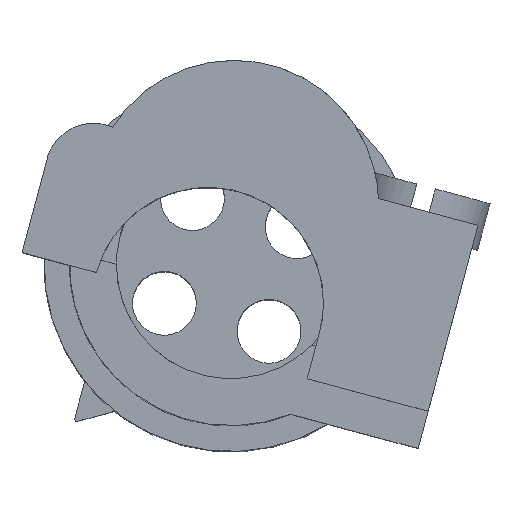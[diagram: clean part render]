
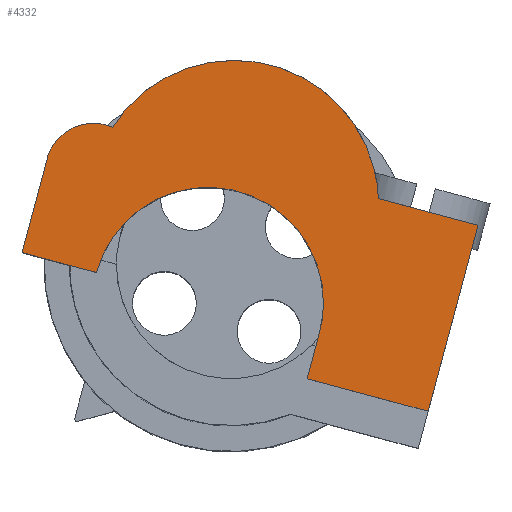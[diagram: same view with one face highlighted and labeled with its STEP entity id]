
A CAD part, top view. The second image highlights one B-rep face of the part: STEP entity #4332.
In plain terms, the highlighted planar face has unit normal (0, 0, 1).
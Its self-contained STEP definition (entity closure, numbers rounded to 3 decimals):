
#4192=AXIS2_PLACEMENT_3D('Plane Axis2P3D',#4189,#4190,#4191) ;
#4189=CARTESIAN_POINT('Axis2P3D Location',(11.14,10.593,45.95)) ;
#4194=CARTESIAN_POINT('Line Origine',(17.904,5.509,45.95)) ;
#4198=CARTESIAN_POINT('Vertex',(18.94,9.372,45.95)) ;
#4200=CARTESIAN_POINT('Vertex',(16.869,1.645,45.95)) ;
#4203=CARTESIAN_POINT('Line Origine',(16.874,9.926,45.95)) ;
#4207=CARTESIAN_POINT('Vertex',(14.808,10.479,45.95)) ;
#4211=CARTESIAN_POINT('Control Point',(3.753,13.442,45.95)) ;
#4212=CARTESIAN_POINT('Control Point',(4.075,13.948,45.95)) ;
#4213=CARTESIAN_POINT('Control Point',(4.461,14.413,45.95)) ;
#4214=CARTESIAN_POINT('Control Point',(4.903,14.828,45.95)) ;
#4215=CARTESIAN_POINT('Control Point',(5.882,15.539,45.95)) ;
#4216=CARTESIAN_POINT('Control Point',(7.005,15.986,45.95)) ;
#4217=CARTESIAN_POINT('Control Point',(7.592,16.138,45.95)) ;
#4218=CARTESIAN_POINT('Control Point',(8.792,16.293,45.95)) ;
#4219=CARTESIAN_POINT('Control Point',(9.992,16.147,45.95)) ;
#4220=CARTESIAN_POINT('Control Point',(10.58,15.999,45.95)) ;
#4221=CARTESIAN_POINT('Control Point',(11.707,15.559,45.95)) ;
#4222=CARTESIAN_POINT('Control Point',(12.691,14.856,45.95)) ;
#4223=CARTESIAN_POINT('Control Point',(13.136,14.444,45.95)) ;
#4224=CARTESIAN_POINT('Control Point',(13.914,13.518,45.95)) ;
#4225=CARTESIAN_POINT('Control Point',(14.44,12.429,45.95)) ;
#4226=CARTESIAN_POINT('Control Point',(14.633,11.855,45.95)) ;
#4227=CARTESIAN_POINT('Control Point',(14.76,11.225,45.95)) ;
#4228=CARTESIAN_POINT('Control Point',(14.802,10.59,45.95)) ;
#4229=CARTESIAN_POINT('Control Point',(14.804,10.553,45.95)) ;
#4230=CARTESIAN_POINT('Control Point',(14.806,10.516,45.95)) ;
#4231=CARTESIAN_POINT('Control Point',(14.808,10.479,45.95)) ;
#4232=CARTESIAN_POINT('Vertex',(3.753,13.442,45.95)) ;
#4236=CARTESIAN_POINT('Control Point',(1.086,12.288,45.95)) ;
#4237=CARTESIAN_POINT('Control Point',(1.157,12.484,45.95)) ;
#4238=CARTESIAN_POINT('Control Point',(1.254,12.67,45.95)) ;
#4239=CARTESIAN_POINT('Control Point',(1.374,12.842,45.95)) ;
#4240=CARTESIAN_POINT('Control Point',(1.657,13.152,45.95)) ;
#4241=CARTESIAN_POINT('Control Point',(2.009,13.379,45.95)) ;
#4242=CARTESIAN_POINT('Control Point',(2.199,13.468,45.95)) ;
#4243=CARTESIAN_POINT('Control Point',(2.598,13.597,45.95)) ;
#4244=CARTESIAN_POINT('Control Point',(3.017,13.619,45.95)) ;
#4245=CARTESIAN_POINT('Control Point',(3.226,13.603,45.95)) ;
#4246=CARTESIAN_POINT('Control Point',(3.458,13.554,45.95)) ;
#4247=CARTESIAN_POINT('Control Point',(3.678,13.472,45.95)) ;
#4248=CARTESIAN_POINT('Control Point',(3.703,13.462,45.95)) ;
#4249=CARTESIAN_POINT('Control Point',(3.728,13.452,45.95)) ;
#4250=CARTESIAN_POINT('Control Point',(3.753,13.442,45.95)) ;
#4251=CARTESIAN_POINT('Vertex',(1.086,12.288,45.95)) ;
#4254=CARTESIAN_POINT('Line Origine',(0.543,10.262,45.95)) ;
#4258=CARTESIAN_POINT('Vertex',(0.,8.235,45.95)) ;
#4261=CARTESIAN_POINT('Line Origine',(0.241,8.171,45.95)) ;
#4265=CARTESIAN_POINT('Vertex',(0.483,8.106,45.95)) ;
#4268=CARTESIAN_POINT('Line Origine',(1.545,7.821,45.95)) ;
#4272=CARTESIAN_POINT('Vertex',(2.608,7.537,45.95)) ;
#4275=CARTESIAN_POINT('Line Origine',(2.849,7.472,45.95)) ;
#4279=CARTESIAN_POINT('Vertex',(3.091,7.407,45.95)) ;
#4283=CARTESIAN_POINT('Control Point',(3.091,7.407,45.95)) ;
#4284=CARTESIAN_POINT('Control Point',(3.232,7.925,45.95)) ;
#4285=CARTESIAN_POINT('Control Point',(3.445,8.423,45.95)) ;
#4286=CARTESIAN_POINT('Control Point',(3.727,8.888,45.95)) ;
#4287=CARTESIAN_POINT('Control Point',(4.414,9.727,45.95)) ;
#4288=CARTESIAN_POINT('Control Point',(5.304,10.345,45.95)) ;
#4289=CARTESIAN_POINT('Control Point',(5.79,10.589,45.95)) ;
#4290=CARTESIAN_POINT('Control Point',(6.816,10.936,45.95)) ;
#4291=CARTESIAN_POINT('Control Point',(7.899,10.988,45.95)) ;
#4292=CARTESIAN_POINT('Control Point',(8.44,10.938,45.95)) ;
#4293=CARTESIAN_POINT('Control Point',(9.495,10.688,45.95)) ;
#4294=CARTESIAN_POINT('Control Point',(10.44,10.158,45.95)) ;
#4295=CARTESIAN_POINT('Control Point',(10.873,9.828,45.95)) ;
#4296=CARTESIAN_POINT('Control Point',(11.634,9.056,45.95)) ;
#4297=CARTESIAN_POINT('Control Point',(12.154,8.106,45.95)) ;
#4298=CARTESIAN_POINT('Control Point',(12.346,7.597,45.95)) ;
#4299=CARTESIAN_POINT('Control Point',(12.536,6.744,45.95)) ;
#4300=CARTESIAN_POINT('Control Point',(12.532,5.875,45.95)) ;
#4301=CARTESIAN_POINT('Control Point',(12.502,5.546,45.95)) ;
#4302=CARTESIAN_POINT('Control Point',(12.444,5.221,45.95)) ;
#4303=CARTESIAN_POINT('Control Point',(12.359,4.904,45.95)) ;
#4304=CARTESIAN_POINT('Vertex',(12.359,4.904,45.95)) ;
#4307=CARTESIAN_POINT('Line Origine',(12.103,3.947,45.95)) ;
#4311=CARTESIAN_POINT('Vertex',(11.846,2.991,45.95)) ;
#4314=CARTESIAN_POINT('Line Origine',(14.358,2.318,45.95)) ;
#4190=DIRECTION('Axis2P3D Direction',(0.,0.,1.)) ;
#4191=DIRECTION('Axis2P3D XDirection',(0.707,-0.707,0.)) ;
#4195=DIRECTION('Vector Direction',(-0.259,-0.966,0.)) ;
#4204=DIRECTION('Vector Direction',(0.966,-0.259,0.)) ;
#4255=DIRECTION('Vector Direction',(0.259,0.966,0.)) ;
#4262=DIRECTION('Vector Direction',(0.966,-0.259,0.)) ;
#4269=DIRECTION('Vector Direction',(-0.966,0.259,0.)) ;
#4276=DIRECTION('Vector Direction',(-0.966,0.259,0.)) ;
#4308=DIRECTION('Vector Direction',(0.259,0.966,0.)) ;
#4315=DIRECTION('Vector Direction',(-0.966,0.259,0.)) ;
#4196=VECTOR('Line Direction',#4195,1.) ;
#4205=VECTOR('Line Direction',#4204,1.) ;
#4256=VECTOR('Line Direction',#4255,1.) ;
#4263=VECTOR('Line Direction',#4262,1.) ;
#4270=VECTOR('Line Direction',#4269,1.) ;
#4277=VECTOR('Line Direction',#4276,1.) ;
#4309=VECTOR('Line Direction',#4308,1.) ;
#4316=VECTOR('Line Direction',#4315,1.) ;
#4320=ORIENTED_EDGE('',*,*,#4202,.F.) ;
#4321=ORIENTED_EDGE('',*,*,#4209,.F.) ;
#4322=ORIENTED_EDGE('',*,*,#4234,.F.) ;
#4323=ORIENTED_EDGE('',*,*,#4253,.F.) ;
#4324=ORIENTED_EDGE('',*,*,#4260,.F.) ;
#4325=ORIENTED_EDGE('',*,*,#4267,.T.) ;
#4326=ORIENTED_EDGE('',*,*,#4274,.F.) ;
#4327=ORIENTED_EDGE('',*,*,#4281,.F.) ;
#4328=ORIENTED_EDGE('',*,*,#4306,.T.) ;
#4329=ORIENTED_EDGE('',*,*,#4313,.F.) ;
#4330=ORIENTED_EDGE('',*,*,#4318,.F.) ;
#4332=ADVANCED_FACE('Hauptkoerper',(#4331),#4193,.T.) ;
#4210=B_SPLINE_CURVE_WITH_KNOTS('',5,(#4211,#4212,#4213,#4214,#4215,#4216,#4217,#4218,#4219,#4220,#4221,#4222,#4223,#4224,#4225,#4226,#4227,#4228,#4229,#4230,#4231),.UNSPECIFIED.,.F.,.U.,(6,3,3,3,3,3,6),(0.,4.243,8.485,12.728,16.97,21.213,21.474),.UNSPECIFIED.) ;
#4235=B_SPLINE_CURVE_WITH_KNOTS('',5,(#4236,#4237,#4238,#4239,#4240,#4241,#4242,#4243,#4244,#4245,#4246,#4247,#4248,#4249,#4250),.UNSPECIFIED.,.F.,.U.,(6,3,3,3,6),(0.,1.47,2.939,4.409,4.6),.UNSPECIFIED.) ;
#4282=B_SPLINE_CURVE_WITH_KNOTS('',5,(#4283,#4284,#4285,#4286,#4287,#4288,#4289,#4290,#4291,#4292,#4293,#4294,#4295,#4296,#4297,#4298,#4299,#4300,#4301,#4302,#4303),.UNSPECIFIED.,.F.,.U.,(6,3,3,3,3,3,6),(0.,3.795,7.589,11.384,15.179,18.973,21.298),.UNSPECIFIED.) ;
#4202=EDGE_CURVE('',#4199,#4201,#4197,.T.) ;
#4209=EDGE_CURVE('',#4208,#4199,#4206,.T.) ;
#4234=EDGE_CURVE('',#4233,#4208,#4210,.T.) ;
#4253=EDGE_CURVE('',#4252,#4233,#4235,.T.) ;
#4260=EDGE_CURVE('',#4259,#4252,#4257,.T.) ;
#4267=EDGE_CURVE('',#4259,#4266,#4264,.T.) ;
#4274=EDGE_CURVE('',#4273,#4266,#4271,.T.) ;
#4281=EDGE_CURVE('',#4280,#4273,#4278,.T.) ;
#4306=EDGE_CURVE('',#4280,#4305,#4282,.T.) ;
#4313=EDGE_CURVE('',#4312,#4305,#4310,.T.) ;
#4318=EDGE_CURVE('',#4201,#4312,#4317,.T.) ;
#4319=EDGE_LOOP('',(#4320,#4321,#4322,#4323,#4324,#4325,#4326,#4327,#4328,#4329,#4330)) ;
#4331=FACE_OUTER_BOUND('',#4319,.T.) ;
#4197=LINE('Line',#4194,#4196) ;
#4206=LINE('Line',#4203,#4205) ;
#4257=LINE('Line',#4254,#4256) ;
#4264=LINE('Line',#4261,#4263) ;
#4271=LINE('Line',#4268,#4270) ;
#4278=LINE('Line',#4275,#4277) ;
#4310=LINE('Line',#4307,#4309) ;
#4317=LINE('Line',#4314,#4316) ;
#4193=PLANE('',#4192) ;
#4199=VERTEX_POINT('',#4198) ;
#4201=VERTEX_POINT('',#4200) ;
#4208=VERTEX_POINT('',#4207) ;
#4233=VERTEX_POINT('',#4232) ;
#4252=VERTEX_POINT('',#4251) ;
#4259=VERTEX_POINT('',#4258) ;
#4266=VERTEX_POINT('',#4265) ;
#4273=VERTEX_POINT('',#4272) ;
#4280=VERTEX_POINT('',#4279) ;
#4305=VERTEX_POINT('',#4304) ;
#4312=VERTEX_POINT('',#4311) ;
